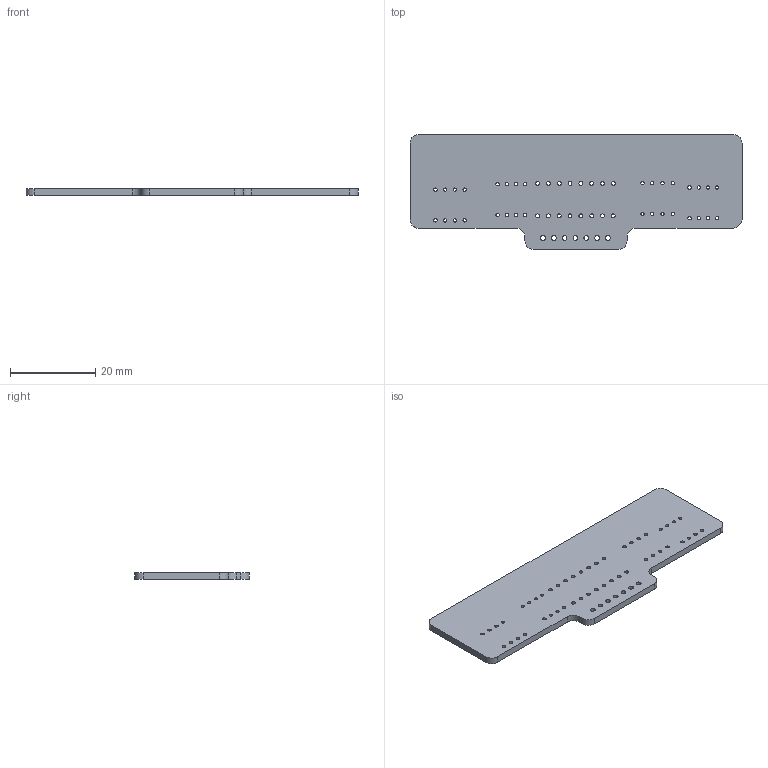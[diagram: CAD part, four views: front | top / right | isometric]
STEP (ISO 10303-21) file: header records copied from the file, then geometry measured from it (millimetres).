
FILE_DESCRIPTION(('Designed by EasyEDA Pro'),'2;1');
FILE_NAME('Open CASCADE Shape Model','2025-11-12T13:40:38',('Author'),( 'Open CASCADE'),'Open CASCADE STEP processor 7.8','Open CASCADE 7.8' ,'Unknown');
FILE_SCHEMA(('AUTOMOTIVE_DESIGN { 1 0 10303 214 1 1 1 1 }'));
Length unit declared in the file: millimetre
Products named in the file (6): EasyEDA PCB Model~J4cb; Board~J4cb; TopCopper~J4cb; BottomCopper~J4cb; TopFpcStiffener~J4cb; BottomFpcStiffener~J4cb
Assembly tree (5 placements, depth 2):
  EasyEDA PCB Model~J4cb
    Board~J4cb
    TopCopper~J4cb
    BottomCopper~J4cb
    TopFpcStiffener~J4cb
    BottomFpcStiffener~J4cb
Bounding box: 77.97 x 26.97 x 1.6 mm (x, y, z)
Volume: 2875.2 mm3; surface area: 4158.5 mm2
Topology: 1 solids, 1 shells, 128 faces, 378 edges, 252 vertices
Faces by surface type: cylinder 118, plane 10
Entity records: 5632 total; most frequent: DIRECTION 882, CARTESIAN_POINT 764, ORIENTED_EDGE 756, EDGE_CURVE 378, AXIS2_PLACEMENT_3D 370, VERTEX_POINT 252, FACE_BOUND 238, EDGE_LOOP 238
